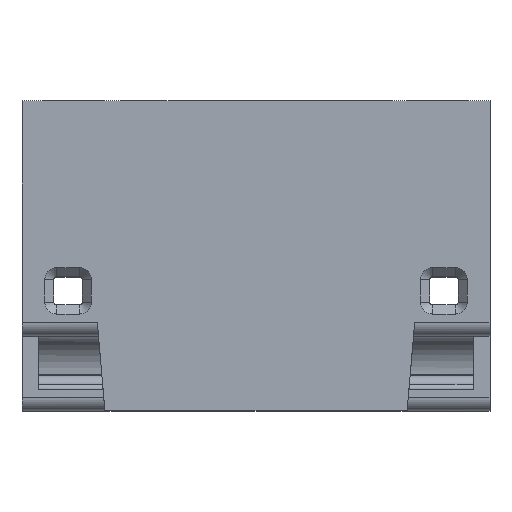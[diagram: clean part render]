
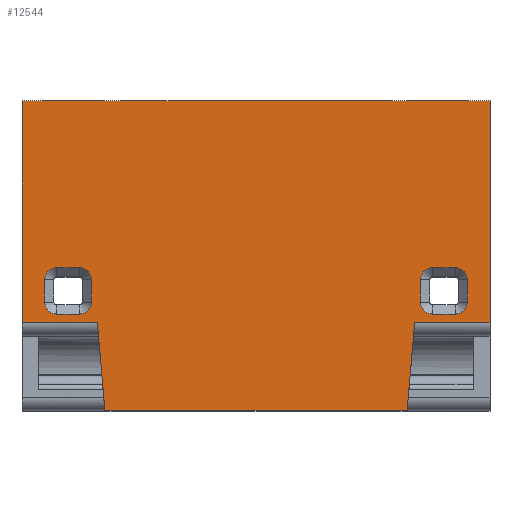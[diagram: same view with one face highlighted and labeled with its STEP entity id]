
A CAD part, top view. The second image highlights one B-rep face of the part: STEP entity #12544.
In plain terms, the highlighted planar face has unit normal (0, 0, 1).
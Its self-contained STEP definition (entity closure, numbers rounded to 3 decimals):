
#369=CIRCLE('',#13424,0.44);
#370=CIRCLE('',#13425,0.44);
#371=CIRCLE('',#13426,0.44);
#372=CIRCLE('',#13427,0.44);
#373=CIRCLE('',#13428,0.44);
#374=CIRCLE('',#13429,0.44);
#375=CIRCLE('',#13430,0.44);
#376=CIRCLE('',#13431,0.44);
#1732=ORIENTED_EDGE('',*,*,#4981,.T.);
#1733=ORIENTED_EDGE('',*,*,#4982,.T.);
#1734=ORIENTED_EDGE('',*,*,#4983,.T.);
#1735=ORIENTED_EDGE('',*,*,#4984,.T.);
#1736=ORIENTED_EDGE('',*,*,#4985,.T.);
#1737=ORIENTED_EDGE('',*,*,#4986,.T.);
#1738=ORIENTED_EDGE('',*,*,#4987,.T.);
#1739=ORIENTED_EDGE('',*,*,#4988,.T.);
#1740=ORIENTED_EDGE('',*,*,#4989,.T.);
#1741=ORIENTED_EDGE('',*,*,#4990,.T.);
#1742=ORIENTED_EDGE('',*,*,#4991,.T.);
#1743=ORIENTED_EDGE('',*,*,#4992,.T.);
#1744=ORIENTED_EDGE('',*,*,#4993,.T.);
#1745=ORIENTED_EDGE('',*,*,#4994,.T.);
#1746=ORIENTED_EDGE('',*,*,#4995,.T.);
#1747=ORIENTED_EDGE('',*,*,#4996,.T.);
#1748=ORIENTED_EDGE('',*,*,#4997,.T.);
#1749=ORIENTED_EDGE('',*,*,#4998,.T.);
#1750=ORIENTED_EDGE('',*,*,#4999,.T.);
#1751=ORIENTED_EDGE('',*,*,#5000,.T.);
#1752=ORIENTED_EDGE('',*,*,#5001,.T.);
#1753=ORIENTED_EDGE('',*,*,#5002,.T.);
#1754=ORIENTED_EDGE('',*,*,#5003,.T.);
#1755=ORIENTED_EDGE('',*,*,#5004,.F.);
#4981=EDGE_CURVE('',#6599,#6600,#369,.T.);
#4982=EDGE_CURVE('',#6600,#6601,#7853,.T.);
#4983=EDGE_CURVE('',#6601,#6602,#370,.T.);
#4984=EDGE_CURVE('',#6602,#6603,#7854,.T.);
#4985=EDGE_CURVE('',#6603,#6604,#371,.T.);
#4986=EDGE_CURVE('',#6604,#6605,#7855,.T.);
#4987=EDGE_CURVE('',#6605,#6606,#372,.T.);
#4988=EDGE_CURVE('',#6606,#6599,#7856,.T.);
#4989=EDGE_CURVE('',#6607,#6608,#373,.T.);
#4990=EDGE_CURVE('',#6608,#6609,#7857,.T.);
#4991=EDGE_CURVE('',#6609,#6610,#374,.T.);
#4992=EDGE_CURVE('',#6610,#6611,#7858,.T.);
#4993=EDGE_CURVE('',#6611,#6612,#375,.T.);
#4994=EDGE_CURVE('',#6612,#6613,#7859,.T.);
#4995=EDGE_CURVE('',#6613,#6614,#376,.T.);
#4996=EDGE_CURVE('',#6614,#6607,#7860,.T.);
#4997=EDGE_CURVE('',#6615,#6616,#7861,.T.);
#4998=EDGE_CURVE('',#6616,#6617,#7862,.T.);
#4999=EDGE_CURVE('',#6617,#6618,#7863,.T.);
#5000=EDGE_CURVE('',#6618,#6619,#7864,.T.);
#5001=EDGE_CURVE('',#6619,#6620,#7865,.T.);
#5002=EDGE_CURVE('',#6620,#6621,#7866,.T.);
#5003=EDGE_CURVE('',#6621,#6622,#7867,.T.);
#5004=EDGE_CURVE('',#6615,#6622,#7868,.T.);
#6599=VERTEX_POINT('',#19090);
#6600=VERTEX_POINT('',#19091);
#6601=VERTEX_POINT('',#19093);
#6602=VERTEX_POINT('',#19095);
#6603=VERTEX_POINT('',#19097);
#6604=VERTEX_POINT('',#19099);
#6605=VERTEX_POINT('',#19101);
#6606=VERTEX_POINT('',#19103);
#6607=VERTEX_POINT('',#19106);
#6608=VERTEX_POINT('',#19107);
#6609=VERTEX_POINT('',#19109);
#6610=VERTEX_POINT('',#19111);
#6611=VERTEX_POINT('',#19113);
#6612=VERTEX_POINT('',#19115);
#6613=VERTEX_POINT('',#19117);
#6614=VERTEX_POINT('',#19119);
#6615=VERTEX_POINT('',#19122);
#6616=VERTEX_POINT('',#19123);
#6617=VERTEX_POINT('',#19125);
#6618=VERTEX_POINT('',#19127);
#6619=VERTEX_POINT('',#19129);
#6620=VERTEX_POINT('',#19131);
#6621=VERTEX_POINT('',#19133);
#6622=VERTEX_POINT('',#19135);
#7853=LINE('',#19092,#9365);
#7854=LINE('',#19096,#9366);
#7855=LINE('',#19100,#9367);
#7856=LINE('',#19104,#9368);
#7857=LINE('',#19108,#9369);
#7858=LINE('',#19112,#9370);
#7859=LINE('',#19116,#9371);
#7860=LINE('',#19120,#9372);
#7861=LINE('',#19121,#9373);
#7862=LINE('',#19124,#9374);
#7863=LINE('',#19126,#9375);
#7864=LINE('',#19128,#9376);
#7865=LINE('',#19130,#9377);
#7866=LINE('',#19132,#9378);
#7867=LINE('',#19134,#9379);
#7868=LINE('',#19136,#9380);
#9365=VECTOR('',#15383,1000.);
#9366=VECTOR('',#15386,1000.);
#9367=VECTOR('',#15389,1000.);
#9368=VECTOR('',#15392,1000.);
#9369=VECTOR('',#15395,1000.);
#9370=VECTOR('',#15398,1000.);
#9371=VECTOR('',#15401,1000.);
#9372=VECTOR('',#15404,1000.);
#9373=VECTOR('',#15405,1000.);
#9374=VECTOR('',#15406,1000.);
#9375=VECTOR('',#15407,1000.);
#9376=VECTOR('',#15408,1000.);
#9377=VECTOR('',#15409,1000.);
#9378=VECTOR('',#15410,1000.);
#9379=VECTOR('',#15411,1000.);
#9380=VECTOR('',#15412,1000.);
#10549=EDGE_LOOP('',(#1732,#1733,#1734,#1735,#1736,#1737,#1738,#1739));
#10550=EDGE_LOOP('',(#1740,#1741,#1742,#1743,#1744,#1745,#1746,#1747));
#10551=EDGE_LOOP('',(#1748,#1749,#1750,#1751,#1752,#1753,#1754,#1755));
#11297=FACE_BOUND('',#10549,.T.);
#11298=FACE_BOUND('',#10550,.T.);
#11299=FACE_BOUND('',#10551,.T.);
#11942=PLANE('',#13423);
#12544=ADVANCED_FACE('',(#11297,#11298,#11299),#11942,.F.);
#13423=AXIS2_PLACEMENT_3D('',#19088,#15379,#15380);
#13424=AXIS2_PLACEMENT_3D('',#19089,#15381,#15382);
#13425=AXIS2_PLACEMENT_3D('',#19094,#15384,#15385);
#13426=AXIS2_PLACEMENT_3D('',#19098,#15387,#15388);
#13427=AXIS2_PLACEMENT_3D('',#19102,#15390,#15391);
#13428=AXIS2_PLACEMENT_3D('',#19105,#15393,#15394);
#13429=AXIS2_PLACEMENT_3D('',#19110,#15396,#15397);
#13430=AXIS2_PLACEMENT_3D('',#19114,#15399,#15400);
#13431=AXIS2_PLACEMENT_3D('',#19118,#15402,#15403);
#15379=DIRECTION('',(0.,0.,-1.));
#15380=DIRECTION('',(-1.,0.,0.));
#15381=DIRECTION('',(0.,0.,-1.));
#15382=DIRECTION('',(-1.,0.,0.));
#15383=DIRECTION('',(1.,0.,0.));
#15384=DIRECTION('',(0.,0.,-1.));
#15385=DIRECTION('',(-1.,0.,0.));
#15386=DIRECTION('',(0.,-1.,0.));
#15387=DIRECTION('',(0.,0.,-1.));
#15388=DIRECTION('',(-1.,0.,0.));
#15389=DIRECTION('',(-1.,0.,0.));
#15390=DIRECTION('',(0.,0.,-1.));
#15391=DIRECTION('',(-1.,0.,0.));
#15392=DIRECTION('',(0.,1.,0.));
#15393=DIRECTION('',(0.,0.,-1.));
#15394=DIRECTION('',(-1.,0.,0.));
#15395=DIRECTION('',(0.,-1.,0.));
#15396=DIRECTION('',(0.,0.,-1.));
#15397=DIRECTION('',(-1.,0.,0.));
#15398=DIRECTION('',(-1.,0.,0.));
#15399=DIRECTION('',(0.,0.,-1.));
#15400=DIRECTION('',(-1.,0.,0.));
#15401=DIRECTION('',(0.,1.,0.));
#15402=DIRECTION('',(0.,0.,-1.));
#15403=DIRECTION('',(-1.,0.,0.));
#15404=DIRECTION('',(1.,0.,0.));
#15405=DIRECTION('',(0.085,0.996,0.));
#15406=DIRECTION('',(1.,0.,0.));
#15407=DIRECTION('',(0.,1.,0.));
#15408=DIRECTION('',(-1.,0.,0.));
#15409=DIRECTION('',(0.,-1.,0.));
#15410=DIRECTION('',(1.,0.,0.));
#15411=DIRECTION('',(0.085,-0.996,0.));
#15412=DIRECTION('',(-1.,0.,0.));
#19088=CARTESIAN_POINT('',(5.65,11.6,10.8));
#19089=CARTESIAN_POINT('',(6.595,4.92,10.8));
#19090=CARTESIAN_POINT('',(6.155,4.92,10.8));
#19091=CARTESIAN_POINT('',(6.595,5.36,10.8));
#19092=CARTESIAN_POINT('',(5.65,5.36,10.8));
#19093=CARTESIAN_POINT('',(7.455,5.36,10.8));
#19094=CARTESIAN_POINT('',(7.455,4.92,10.8));
#19095=CARTESIAN_POINT('',(7.895,4.92,10.8));
#19096=CARTESIAN_POINT('',(7.895,11.6,10.8));
#19097=CARTESIAN_POINT('',(7.895,4.06,10.8));
#19098=CARTESIAN_POINT('',(7.455,4.06,10.8));
#19099=CARTESIAN_POINT('',(7.455,3.62,10.8));
#19100=CARTESIAN_POINT('',(5.65,3.62,10.8));
#19101=CARTESIAN_POINT('',(6.595,3.62,10.8));
#19102=CARTESIAN_POINT('',(6.595,4.06,10.8));
#19103=CARTESIAN_POINT('',(6.155,4.06,10.8));
#19104=CARTESIAN_POINT('',(6.155,11.6,10.8));
#19105=CARTESIAN_POINT('',(-6.595,4.92,10.8));
#19106=CARTESIAN_POINT('',(-6.595,5.36,10.8));
#19107=CARTESIAN_POINT('',(-6.155,4.92,10.8));
#19108=CARTESIAN_POINT('',(-6.155,11.6,10.8));
#19109=CARTESIAN_POINT('',(-6.155,4.06,10.8));
#19110=CARTESIAN_POINT('',(-6.595,4.06,10.8));
#19111=CARTESIAN_POINT('',(-6.595,3.62,10.8));
#19112=CARTESIAN_POINT('',(5.65,3.62,10.8));
#19113=CARTESIAN_POINT('',(-7.455,3.62,10.8));
#19114=CARTESIAN_POINT('',(-7.455,4.06,10.8));
#19115=CARTESIAN_POINT('',(-7.895,4.06,10.8));
#19116=CARTESIAN_POINT('',(-7.895,11.6,10.8));
#19117=CARTESIAN_POINT('',(-7.895,4.92,10.8));
#19118=CARTESIAN_POINT('',(-7.455,4.92,10.8));
#19119=CARTESIAN_POINT('',(-7.455,5.36,10.8));
#19120=CARTESIAN_POINT('',(5.65,5.36,10.8));
#19121=CARTESIAN_POINT('',(5.65,0.,10.8));
#19122=CARTESIAN_POINT('',(5.65,0.,10.8));
#19123=CARTESIAN_POINT('',(5.933,3.3,10.8));
#19124=CARTESIAN_POINT('',(8.75,3.3,10.8));
#19125=CARTESIAN_POINT('',(8.75,3.3,10.8));
#19126=CARTESIAN_POINT('',(8.75,0.,10.8));
#19127=CARTESIAN_POINT('',(8.75,11.6,10.8));
#19128=CARTESIAN_POINT('',(5.65,11.6,10.8));
#19129=CARTESIAN_POINT('',(-8.75,11.6,10.8));
#19130=CARTESIAN_POINT('',(-8.75,11.6,10.8));
#19131=CARTESIAN_POINT('',(-8.75,3.3,10.8));
#19132=CARTESIAN_POINT('',(-5.89,3.3,10.8));
#19133=CARTESIAN_POINT('',(-5.933,3.3,10.8));
#19134=CARTESIAN_POINT('',(-5.89,2.8,10.8));
#19135=CARTESIAN_POINT('',(-5.65,0.,10.8));
#19136=CARTESIAN_POINT('',(5.65,0.,10.8));
